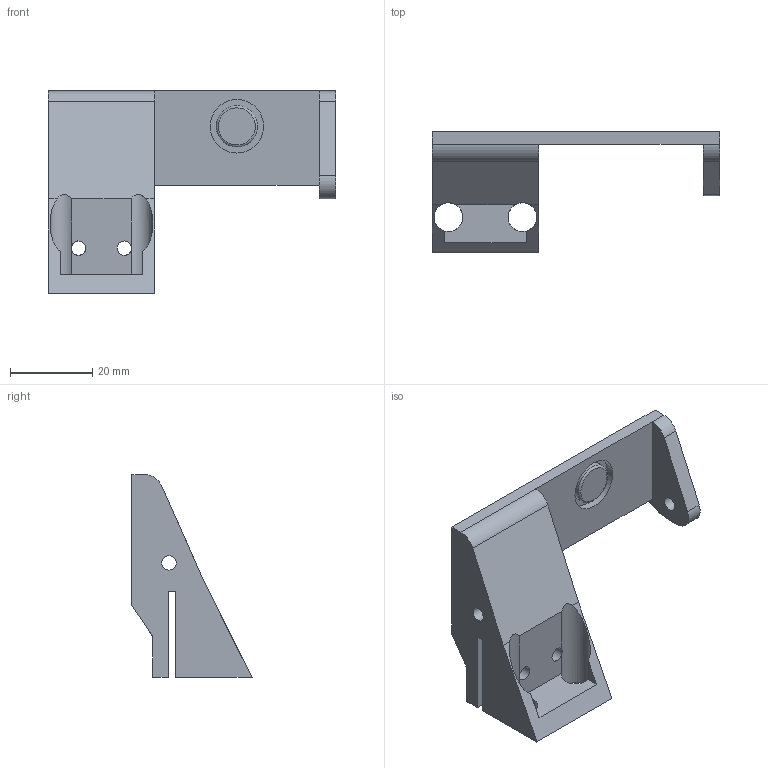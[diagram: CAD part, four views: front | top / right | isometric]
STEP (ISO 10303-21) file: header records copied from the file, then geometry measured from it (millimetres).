
FILE_DESCRIPTION(/* description */ ('','CAx-IF Rec.Pracs.---Representation and Presentation of Product Manufacturing Information (PMI)---4.0---2014-10-13'),/* implementation_level */ '2;1');
FILE_NAME(/* name */ 'Holder.step',/* time_stamp */ '2025-03-26T20:04:41+01:00',/* author */ (''),/* organization */ (''),/* preprocessor_version */ 'ST-DEVELOPER v20',/* originating_system */ 'Autodesk Translation Framework v13.20.0.188',/* authorisation */ '');
FILE_SCHEMA (('AP242_MANAGED_MODEL_BASED_3D_ENGINEERING_MIM_LF { 1 0 10303 442 1 1 4 }'));
Length unit declared in the file: millimetre
Products named in the file (1): Holder
Bounding box: 69.8 x 29.22 x 49.3 mm (x, y, z)
Volume: 19985.8 mm3; surface area: 9861.1 mm2
Topology: 1 solids, 1 shells, 45 faces, 142 edges, 95 vertices
Faces by surface type: plane 30, cylinder 14, torus 1
Full cylindrical faces by diameter (mm): 3.5 x4, 4.1 x2, 7 x2, 10 x1, 13 x1
Entity records: 1664 total; most frequent: CARTESIAN_POINT 294, ORIENTED_EDGE 284, DIRECTION 274, EDGE_CURVE 142, LINE 96, VECTOR 96, VERTEX_POINT 95, AXIS2_PLACEMENT_3D 89
